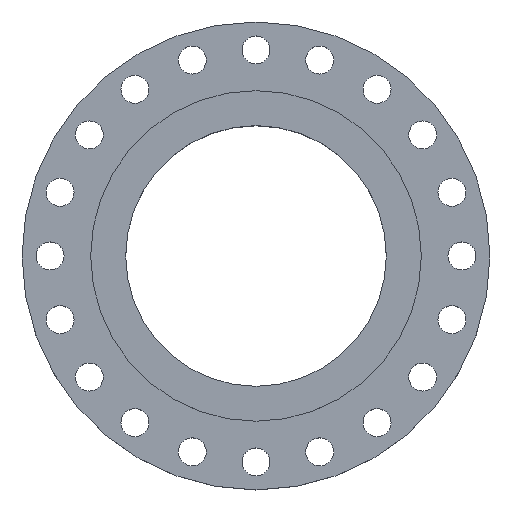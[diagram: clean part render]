
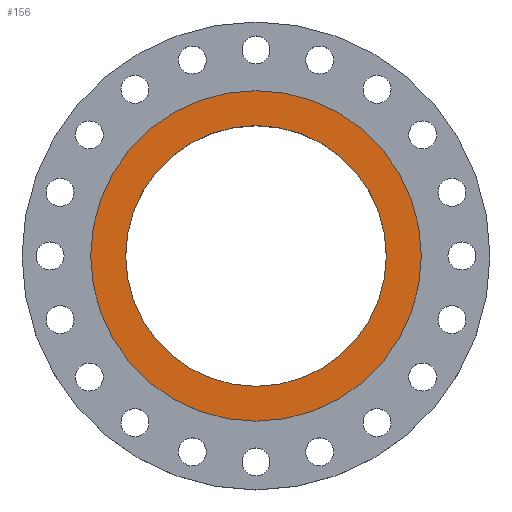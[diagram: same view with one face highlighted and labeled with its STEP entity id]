
A CAD part, top view. The second image highlights one B-rep face of the part: STEP entity #156.
In plain terms, the highlighted planar face has unit normal (0, 0, 1).
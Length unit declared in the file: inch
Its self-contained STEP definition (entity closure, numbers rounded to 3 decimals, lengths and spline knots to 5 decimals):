
#26 = EDGE_CURVE ( 'NONE', #398, #1430, #1451, .T. ) ;
#132 = DIRECTION ( 'NONE',  ( 1., 0., 0. ) ) ;
#150 = AXIS2_PLACEMENT_3D ( 'NONE', #1388, #1072, #132 ) ;
#156 = ADVANCED_FACE ( 'NONE', ( #360, #503 ), #983, .F. ) ;
#170 = DIRECTION ( 'NONE',  ( -1., 0., 0. ) ) ;
#201 = ORIENTED_EDGE ( 'NONE', *, *, #1329, .T. ) ;
#244 = CARTESIAN_POINT ( 'NONE',  ( 0., 0., 0. ) ) ;
#261 = CARTESIAN_POINT ( 'NONE',  ( -8.125, 0., 0. ) ) ;
#294 = CARTESIAN_POINT ( 'NONE',  ( 8.125, 0., 0. ) ) ;
#320 = CIRCLE ( 'NONE', #812, 6.406 ) ;
#360 = FACE_BOUND ( 'NONE', #1687, .T. ) ;
#388 = DIRECTION ( 'NONE',  ( 0., 0., 1. ) ) ;
#398 = VERTEX_POINT ( 'NONE', #261 ) ;
#503 = FACE_OUTER_BOUND ( 'NONE', #1152, .T. ) ;
#638 = DIRECTION ( 'NONE',  ( 0., 0., -1. ) ) ;
#772 = ORIENTED_EDGE ( 'NONE', *, *, #1509, .F. ) ;
#812 = AXIS2_PLACEMENT_3D ( 'NONE', #955, #1581, #1414 ) ;
#884 = ORIENTED_EDGE ( 'NONE', *, *, #26, .T. ) ;
#955 = CARTESIAN_POINT ( 'NONE',  ( 0., 0., 0. ) ) ;
#969 = CARTESIAN_POINT ( 'NONE',  ( 0., 6.406, 0. ) ) ;
#983 = PLANE ( 'NONE',  #1436 ) ;
#999 = VERTEX_POINT ( 'NONE', #1911 ) ;
#1070 = DIRECTION ( 'NONE',  ( 0., 0., 1. ) ) ;
#1072 = DIRECTION ( 'NONE',  ( 0., 0., 1. ) ) ;
#1152 = EDGE_LOOP ( 'NONE', ( #201, #884 ) ) ;
#1174 = CIRCLE ( 'NONE', #2027, 6.406 ) ;
#1203 = CIRCLE ( 'NONE', #1484, 8.125 ) ;
#1329 = EDGE_CURVE ( 'NONE', #1430, #398, #1203, .T. ) ;
#1387 = DIRECTION ( 'NONE',  ( 1., 0., 0. ) ) ;
#1388 = CARTESIAN_POINT ( 'NONE',  ( 0., 0., 0. ) ) ;
#1414 = DIRECTION ( 'NONE',  ( 1., 0., 0. ) ) ;
#1430 = VERTEX_POINT ( 'NONE', #294 ) ;
#1436 = AXIS2_PLACEMENT_3D ( 'NONE', #969, #638, #170 ) ;
#1451 = CIRCLE ( 'NONE', #150, 8.125 ) ;
#1484 = AXIS2_PLACEMENT_3D ( 'NONE', #244, #388, #1519 ) ;
#1509 = EDGE_CURVE ( 'NONE', #999, #1686, #1174, .T. ) ;
#1519 = DIRECTION ( 'NONE',  ( 1., 0., 0. ) ) ;
#1548 = CARTESIAN_POINT ( 'NONE',  ( 0., 0., 0. ) ) ;
#1581 = DIRECTION ( 'NONE',  ( 0., 0., 1. ) ) ;
#1686 = VERTEX_POINT ( 'NONE', #1758 ) ;
#1687 = EDGE_LOOP ( 'NONE', ( #772, #1797 ) ) ;
#1752 = EDGE_CURVE ( 'NONE', #1686, #999, #320, .T. ) ;
#1758 = CARTESIAN_POINT ( 'NONE',  ( -6.406, 0., 0. ) ) ;
#1797 = ORIENTED_EDGE ( 'NONE', *, *, #1752, .F. ) ;
#1911 = CARTESIAN_POINT ( 'NONE',  ( 6.406, 0., 0. ) ) ;
#2027 = AXIS2_PLACEMENT_3D ( 'NONE', #1548, #1070, #1387 ) ;
